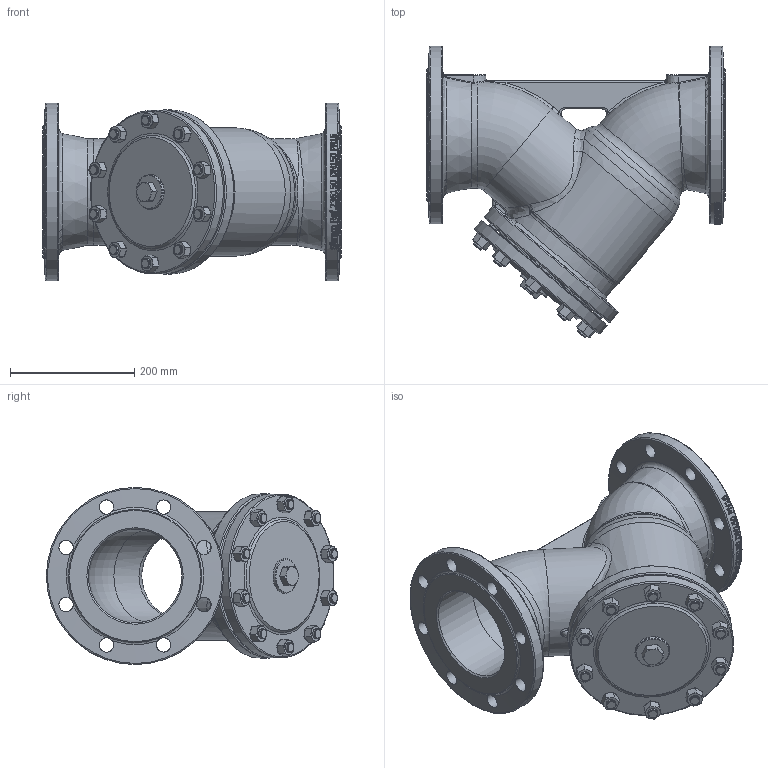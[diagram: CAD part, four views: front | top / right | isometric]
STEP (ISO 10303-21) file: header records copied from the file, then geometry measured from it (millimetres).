
FILE_DESCRIPTION(/* description */ ('236150'),/* implementation_level */ '2;1');
FILE_NAME(/* name */ '236150.stp',/* time_stamp */ '2017-11-06T10:33:27+01:00',/* author */ ('jmorand'),/* organization */ ('Sferaco'),/* preprocessor_version */ 'ST-DEVELOPER v16.5',/* originating_system */ 'Autodesk Inventor 2017',/* authorisation */ '');
FILE_SCHEMA (('CONFIG_CONTROL_DESIGN'));
Products named in the file (1): 821_DN150_PN16
Bounding box: 480 x 468.13 x 285 mm (x, y, z)
Volume: 7569758.2 mm3; surface area: 1100734.9 mm2
Topology: 23 solids, 23 shells, 1155 faces, 2841 edges, 1767 vertices
Faces by surface type: plane 378, bspline 339, cylinder 202, cone 160, torus 74, sphere 2
Full cylindrical faces by diameter (mm): 13.4 x10, 13.797 x20, 14 x10, 16 x40, 17 x10, 18 x10, 23 x16, 24 x10, 44.8 x1, 47.8 x1, 55 x1, 56 x1, 150 x4, 160 x2, 172 x1, 175 x1, 195 x2, 198 x1, 203 x1, 264 x2, 285 x2
Entity records: 68849 total; most frequent: CARTESIAN_POINT 45507, ORIENTED_EDGE 4894, DIRECTION 3991, EDGE_CURVE 2447, VERTEX_POINT 1676, AXIS2_PLACEMENT_3D 1599, EDGE_LOOP 1593, FACE_OUTER_BOUND 1155
